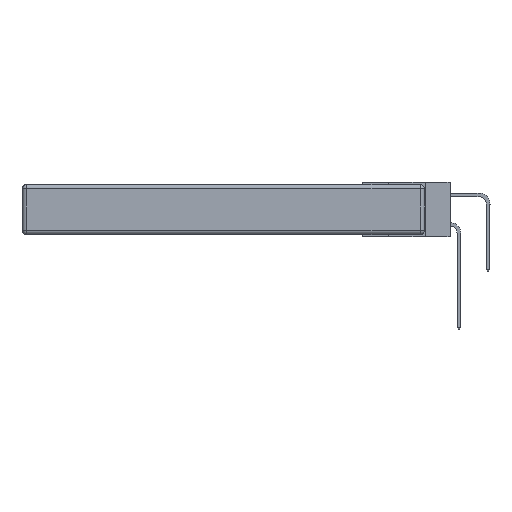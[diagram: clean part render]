
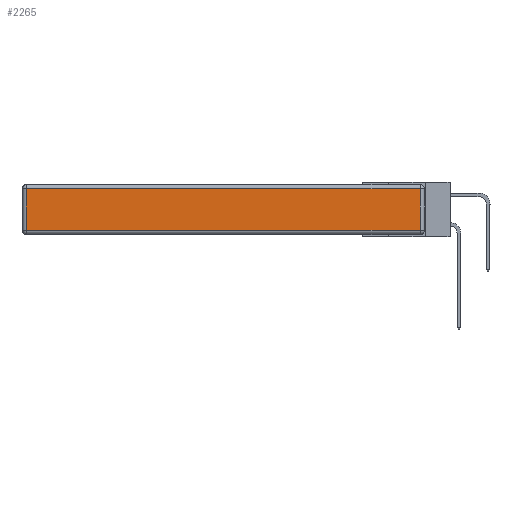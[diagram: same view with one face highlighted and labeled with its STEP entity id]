
A CAD part, left-side view. The second image highlights one B-rep face of the part: STEP entity #2265.
In plain terms, the highlighted planar face has unit normal (-1, 0, 0).
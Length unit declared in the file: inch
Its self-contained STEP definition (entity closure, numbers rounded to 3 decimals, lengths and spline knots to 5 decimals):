
#144 = EDGE_CURVE ( 'NONE', #1264, #20233, #16253, .T. ) ;
#334 = VECTOR ( 'NONE', #14212, 39.37008 ) ;
#695 = LINE ( 'NONE', #4947, #18719 ) ;
#1264 = VERTEX_POINT ( 'NONE', #6154 ) ;
#1478 = CARTESIAN_POINT ( 'NONE',  ( 0., 0., -0.343 ) ) ;
#1719 = CARTESIAN_POINT ( 'NONE',  ( 0., 0.03, -0.03 ) ) ;
#2265 = ADVANCED_FACE ( 'NONE', ( #21926 ), #14446, .T. ) ;
#4947 = CARTESIAN_POINT ( 'NONE',  ( 0., 2.72, -0.343 ) ) ;
#6154 = CARTESIAN_POINT ( 'NONE',  ( 0., 0.03, -0.313 ) ) ;
#6484 = DIRECTION ( 'NONE',  ( 0., -1., 0. ) ) ;
#6559 = VECTOR ( 'NONE', #15571, 39.37008 ) ;
#8695 = VERTEX_POINT ( 'NONE', #11061 ) ;
#9201 = EDGE_CURVE ( 'NONE', #8695, #18052, #695, .T. ) ;
#10461 = CARTESIAN_POINT ( 'NONE',  ( 0., 2.75, -0.03 ) ) ;
#10632 = DIRECTION ( 'NONE',  ( 0., 0., 1. ) ) ;
#10982 = AXIS2_PLACEMENT_3D ( 'NONE', #1478, #19758, #10632 ) ;
#11061 = CARTESIAN_POINT ( 'NONE',  ( 0., 2.72, -0.03 ) ) ;
#13675 = EDGE_CURVE ( 'NONE', #18052, #1264, #22256, .T. ) ;
#14153 = ORIENTED_EDGE ( 'NONE', *, *, #144, .T. ) ;
#14212 = DIRECTION ( 'NONE',  ( 0., 1., 0. ) ) ;
#14446 = PLANE ( 'NONE',  #10982 ) ;
#15571 = DIRECTION ( 'NONE',  ( 0., 0., 1. ) ) ;
#16253 = LINE ( 'NONE', #17257, #6559 ) ;
#16868 = EDGE_CURVE ( 'NONE', #20233, #8695, #20655, .T. ) ;
#17257 = CARTESIAN_POINT ( 'NONE',  ( 0., 0.03, -0.343 ) ) ;
#17387 = CARTESIAN_POINT ( 'NONE',  ( 0., 2.72, -0.313 ) ) ;
#17930 = DIRECTION ( 'NONE',  ( 0., 0., -1. ) ) ;
#18052 = VERTEX_POINT ( 'NONE', #17387 ) ;
#18601 = EDGE_LOOP ( 'NONE', ( #23644, #14153, #21446, #21548 ) ) ;
#18719 = VECTOR ( 'NONE', #17930, 39.37008 ) ;
#19758 = DIRECTION ( 'NONE',  ( -1., 0., 0. ) ) ;
#20233 = VERTEX_POINT ( 'NONE', #1719 ) ;
#20655 = LINE ( 'NONE', #10461, #334 ) ;
#20715 = CARTESIAN_POINT ( 'NONE',  ( 0., 0., -0.313 ) ) ;
#21446 = ORIENTED_EDGE ( 'NONE', *, *, #16868, .T. ) ;
#21548 = ORIENTED_EDGE ( 'NONE', *, *, #9201, .T. ) ;
#21926 = FACE_OUTER_BOUND ( 'NONE', #18601, .T. ) ;
#22256 = LINE ( 'NONE', #20715, #23690 ) ;
#23644 = ORIENTED_EDGE ( 'NONE', *, *, #13675, .T. ) ;
#23690 = VECTOR ( 'NONE', #6484, 39.37008 ) ;
